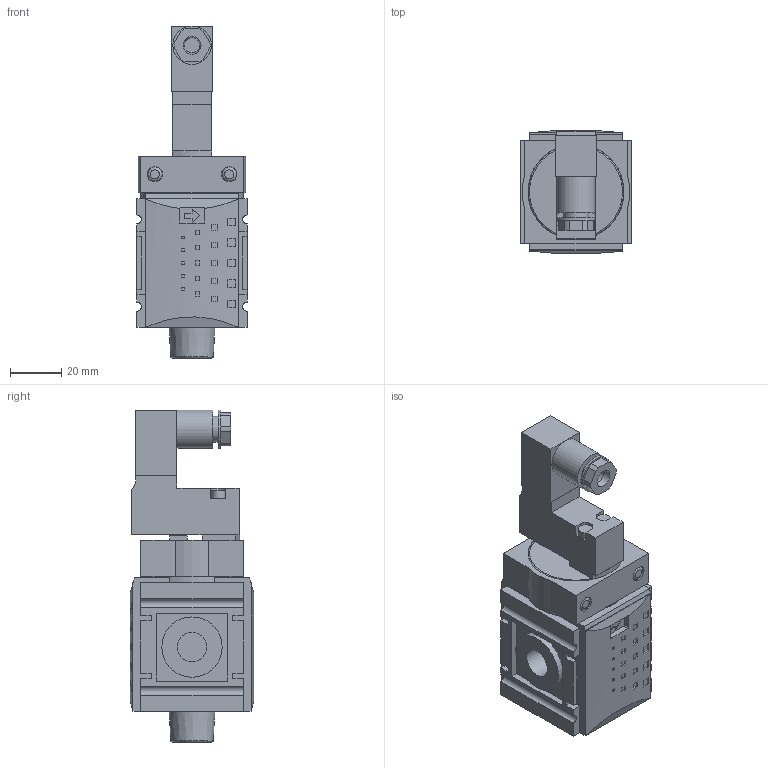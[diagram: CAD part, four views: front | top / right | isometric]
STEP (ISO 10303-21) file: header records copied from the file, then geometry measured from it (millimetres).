
FILE_DESCRIPTION((''),'2;1');
FILE_NAME('KSOV-014.stp','2010-03-02T13:52:55',('DDruske'),(''),'Autodesk Inventor 2009','Autodesk Inventor 2009','');
FILE_SCHEMA(('AUTOMOTIVE_DESIGN { 1 0 10303 214 1 1 1 1 }'));
Length unit declared in the file: millimetre
Products named in the file (1): Bauteil2
Bounding box: 43 x 48.16 x 129.4 mm (x, y, z)
Volume: 143096.6 mm3; surface area: 29306.6 mm2
Topology: 1 solids, 4 shells, 449 faces, 1090 edges, 719 vertices
Faces by surface type: plane 314, cylinder 86, bspline 42, torus 4, cone 3
Full cylindrical faces by diameter (mm): 2 x5, 5.5 x4, 6 x2, 10 x1, 11.445 x3, 15 x2, 23.5 x1, 37.2 x1, 37.4 x1, 40 x1
Entity records: 13529 total; most frequent: CARTESIAN_POINT 2531, DIRECTION 2141, ORIENTED_EDGE 2098, EDGE_CURVE 1049, VECTOR 753, LINE 753, VERTEX_POINT 713, AXIS2_PLACEMENT_3D 694
